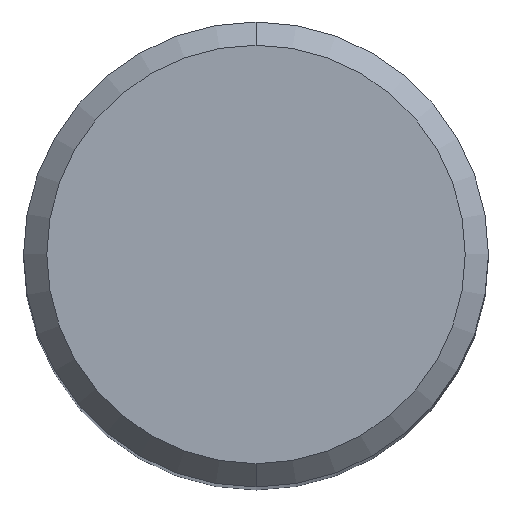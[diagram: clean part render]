
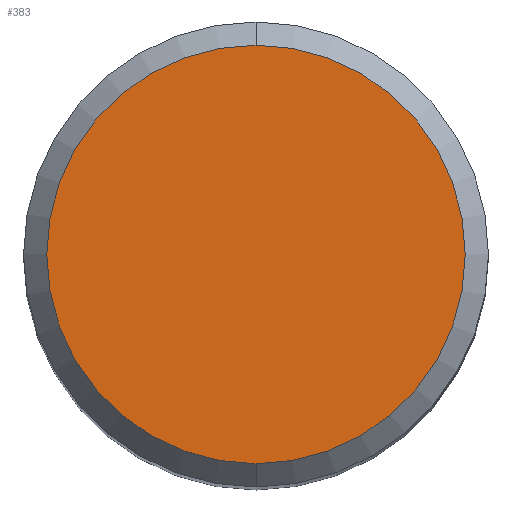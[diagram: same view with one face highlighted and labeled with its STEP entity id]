
A CAD part, top view. The second image highlights one B-rep face of the part: STEP entity #383.
In plain terms, the highlighted planar face has unit normal (0, 0, 1).
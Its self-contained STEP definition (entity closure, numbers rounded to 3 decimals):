
#353=EDGE_CURVE('',#359,#441,#678,.T.);
#359=VERTEX_POINT('',#684);
#383=ADVANCED_FACE('',(#712),#713,.T.);
#441=VERTEX_POINT('',#776);
#443=EDGE_CURVE('',#441,#359,#778,.T.);
#678=CIRCLE('',#1296,5.4);
#684=CARTESIAN_POINT('',(0.,-5.4,0.0));
#712=FACE_OUTER_BOUND('',#1335,.T.);
#713=PLANE('',#1336);
#776=CARTESIAN_POINT('',(0.0,5.4,0.0));
#778=CIRCLE('',#1469,5.4);
#1296=AXIS2_PLACEMENT_3D('',#1726,#1727,#1728);
#1335=EDGE_LOOP('',(#1775,#1776));
#1336=AXIS2_PLACEMENT_3D('',#1777,#1778,#1779);
#1469=AXIS2_PLACEMENT_3D('',#1846,#1847,#1848);
#1726=CARTESIAN_POINT('',(0.0,0.0,0.0));
#1727=DIRECTION('',(0.0,0.0,-1.0));
#1728=DIRECTION('',(0.0,1.0,0.0));
#1775=ORIENTED_EDGE('',*,*,#443,.F.);
#1776=ORIENTED_EDGE('',*,*,#353,.F.);
#1777=CARTESIAN_POINT('',(0.0,2.7,0.0));
#1778=DIRECTION('',(-0.0,0.0,1.0));
#1779=DIRECTION('',(0.0,-1.0,0.0));
#1846=CARTESIAN_POINT('',(0.0,0.0,0.0));
#1847=DIRECTION('',(0.0,0.0,-1.0));
#1848=DIRECTION('',(0.0,1.0,0.0));
